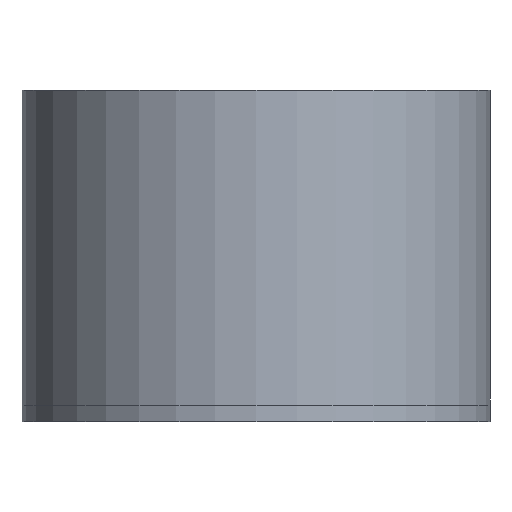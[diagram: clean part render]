
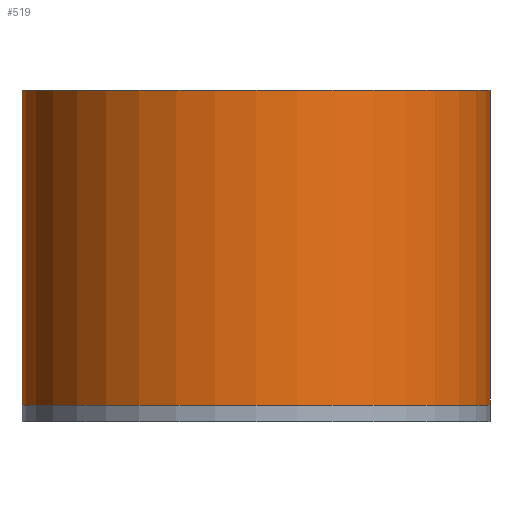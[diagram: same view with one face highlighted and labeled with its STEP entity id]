
A CAD part, front view. The second image highlights one B-rep face of the part: STEP entity #519.
In plain terms, the highlighted cylindrical face has radius 21.2 mm (diameter 42.4 mm), a partial arc.
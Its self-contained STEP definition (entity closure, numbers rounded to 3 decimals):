
#22 = DIRECTION ( 'NONE',  ( 1., 0., 0. ) ) ;
#34 = FACE_OUTER_BOUND ( 'NONE', #538, .T. ) ;
#64 = VECTOR ( 'NONE', #130, 1000. ) ;
#85 = AXIS2_PLACEMENT_3D ( 'NONE', #618, #272, #183 ) ;
#127 = DIRECTION ( 'NONE',  ( -1., 0., 0. ) ) ;
#130 = DIRECTION ( 'NONE',  ( 0., 0., -1. ) ) ;
#162 = ORIENTED_EDGE ( 'NONE', *, *, #324, .T. ) ;
#183 = DIRECTION ( 'NONE',  ( 1., 0., 0. ) ) ;
#194 = VERTEX_POINT ( 'NONE', #293 ) ;
#209 = VERTEX_POINT ( 'NONE', #341 ) ;
#246 = AXIS2_PLACEMENT_3D ( 'NONE', #256, #407, #22 ) ;
#248 = CIRCLE ( 'NONE', #85, 21.2 ) ;
#256 = CARTESIAN_POINT ( 'NONE',  ( 0., 0., 0. ) ) ;
#268 = AXIS2_PLACEMENT_3D ( 'NONE', #377, #621, #127 ) ;
#272 = DIRECTION ( 'NONE',  ( 0., 0., 1. ) ) ;
#293 = CARTESIAN_POINT ( 'NONE',  ( -21.2, 0., 28.5 ) ) ;
#319 = CYLINDRICAL_SURFACE ( 'NONE', #268, 21.2 ) ;
#324 = EDGE_CURVE ( 'NONE', #209, #591, #353, .T. ) ;
#341 = CARTESIAN_POINT ( 'NONE',  ( -21.2, 0., 0. ) ) ;
#353 = CIRCLE ( 'NONE', #246, 21.2 ) ;
#360 = ORIENTED_EDGE ( 'NONE', *, *, #619, .F. ) ;
#377 = CARTESIAN_POINT ( 'NONE',  ( 0., 0., 28.5 ) ) ;
#382 = LINE ( 'NONE', #614, #64 ) ;
#397 = ORIENTED_EDGE ( 'NONE', *, *, #558, .T. ) ;
#405 = VERTEX_POINT ( 'NONE', #429 ) ;
#407 = DIRECTION ( 'NONE',  ( 0., 0., 1. ) ) ;
#429 = CARTESIAN_POINT ( 'NONE',  ( 21.2, 0., 28.5 ) ) ;
#443 = ORIENTED_EDGE ( 'NONE', *, *, #552, .F. ) ;
#482 = VECTOR ( 'NONE', #555, 1000. ) ;
#519 = ADVANCED_FACE ( 'NONE', ( #34 ), #319, .T. ) ;
#533 = CARTESIAN_POINT ( 'NONE',  ( 21.2, 0., 0. ) ) ;
#538 = EDGE_LOOP ( 'NONE', ( #360, #443, #397, #162 ) ) ;
#552 = EDGE_CURVE ( 'NONE', #194, #405, #248, .T. ) ;
#555 = DIRECTION ( 'NONE',  ( 0., 0., -1. ) ) ;
#558 = EDGE_CURVE ( 'NONE', #194, #209, #382, .T. ) ;
#559 = CARTESIAN_POINT ( 'NONE',  ( 21.2, 0., 28.5 ) ) ;
#591 = VERTEX_POINT ( 'NONE', #533 ) ;
#609 = LINE ( 'NONE', #559, #482 ) ;
#614 = CARTESIAN_POINT ( 'NONE',  ( -21.2, 0., 28.5 ) ) ;
#618 = CARTESIAN_POINT ( 'NONE',  ( 0., 0., 28.5 ) ) ;
#619 = EDGE_CURVE ( 'NONE', #405, #591, #609, .T. ) ;
#621 = DIRECTION ( 'NONE',  ( 0., 0., -1. ) ) ;
